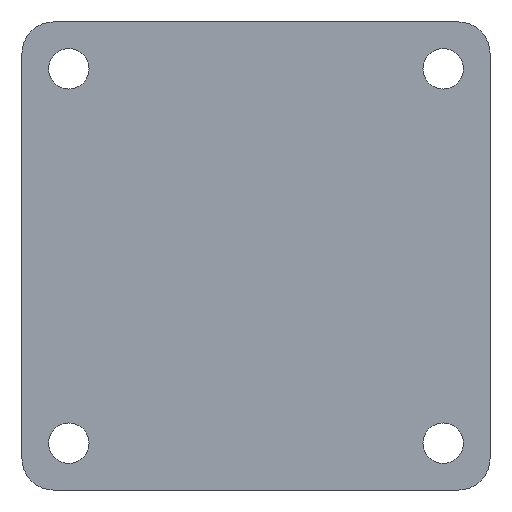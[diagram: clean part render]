
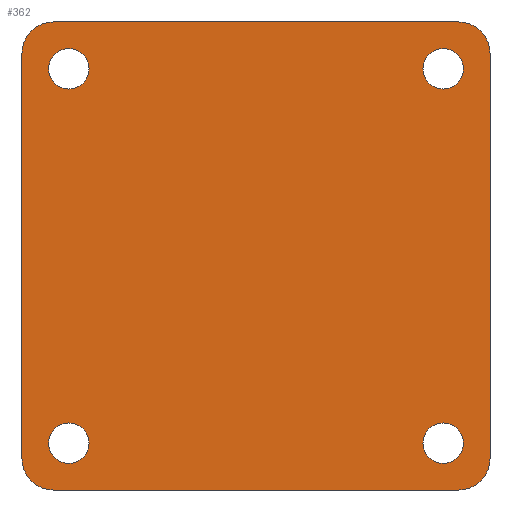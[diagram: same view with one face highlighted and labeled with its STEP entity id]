
A CAD part, front view. The second image highlights one B-rep face of the part: STEP entity #362.
In plain terms, the highlighted planar face has unit normal (0, -1, 0).
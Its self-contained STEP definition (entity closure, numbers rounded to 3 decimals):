
#362 = ADVANCED_FACE( '', ( #850, #851, #852, #853, #854 ), #855, .F. );
#850 = FACE_BOUND( '', #1533, .T. );
#851 = FACE_BOUND( '', #1534, .T. );
#852 = FACE_BOUND( '', #1535, .T. );
#853 = FACE_BOUND( '', #1536, .T. );
#854 = FACE_OUTER_BOUND( '', #1537, .T. );
#855 = PLANE( '', #1538 );
#1533 = EDGE_LOOP( '', ( #2372 ) );
#1534 = EDGE_LOOP( '', ( #2373 ) );
#1535 = EDGE_LOOP( '', ( #2374 ) );
#1536 = EDGE_LOOP( '', ( #2375 ) );
#1537 = EDGE_LOOP( '', ( #2376, #2377, #2378, #2379, #2380, #2381, #2382, #2383 ) );
#1538 = AXIS2_PLACEMENT_3D( '', #2384, #2385, #2386 );
#2372 = ORIENTED_EDGE( '', *, *, #4033, .T. );
#2373 = ORIENTED_EDGE( '', *, *, #4034, .T. );
#2374 = ORIENTED_EDGE( '', *, *, #4035, .T. );
#2375 = ORIENTED_EDGE( '', *, *, #4036, .T. );
#2376 = ORIENTED_EDGE( '', *, *, #4037, .F. );
#2377 = ORIENTED_EDGE( '', *, *, #4038, .F. );
#2378 = ORIENTED_EDGE( '', *, *, #3974, .F. );
#2379 = ORIENTED_EDGE( '', *, *, #4039, .F. );
#2380 = ORIENTED_EDGE( '', *, *, #4040, .F. );
#2381 = ORIENTED_EDGE( '', *, *, #4041, .F. );
#2382 = ORIENTED_EDGE( '', *, *, #4042, .F. );
#2383 = ORIENTED_EDGE( '', *, *, #4043, .F. );
#2384 = CARTESIAN_POINT( '', ( -32.5, -7.5, 32.5 ) );
#2385 = DIRECTION( '', ( 0., 1., 0. ) );
#2386 = DIRECTION( '', ( 0., 0., 1. ) );
#3974 = EDGE_CURVE( '', #4738, #4740, #4741, .T. );
#4033 = EDGE_CURVE( '', #4838, #4838, #4839, .T. );
#4034 = EDGE_CURVE( '', #4840, #4840, #4841, .T. );
#4035 = EDGE_CURVE( '', #4842, #4842, #4843, .T. );
#4036 = EDGE_CURVE( '', #4844, #4844, #4845, .T. );
#4037 = EDGE_CURVE( '', #4846, #4847, #4848, .T. );
#4038 = EDGE_CURVE( '', #4740, #4846, #4849, .T. );
#4039 = EDGE_CURVE( '', #4850, #4738, #4851, .T. );
#4040 = EDGE_CURVE( '', #4852, #4850, #4853, .T. );
#4041 = EDGE_CURVE( '', #4854, #4852, #4855, .T. );
#4042 = EDGE_CURVE( '', #4856, #4854, #4857, .T. );
#4043 = EDGE_CURVE( '', #4847, #4856, #4858, .T. );
#4738 = VERTEX_POINT( '', #5818 );
#4740 = VERTEX_POINT( '', #5821 );
#4741 = LINE( '', #5822, #5823 );
#4838 = VERTEX_POINT( '', #5959 );
#4839 = CIRCLE( '', #5960, 3.25 );
#4840 = VERTEX_POINT( '', #5961 );
#4841 = CIRCLE( '', #5962, 3.25 );
#4842 = VERTEX_POINT( '', #5963 );
#4843 = CIRCLE( '', #5964, 3.25 );
#4844 = VERTEX_POINT( '', #5965 );
#4845 = CIRCLE( '', #5966, 3.25 );
#4846 = VERTEX_POINT( '', #5967 );
#4847 = VERTEX_POINT( '', #5968 );
#4848 = LINE( '', #5969, #5970 );
#4849 = CIRCLE( '', #5971, 5. );
#4850 = VERTEX_POINT( '', #5972 );
#4851 = CIRCLE( '', #5973, 5. );
#4852 = VERTEX_POINT( '', #5974 );
#4853 = LINE( '', #5975, #5976 );
#4854 = VERTEX_POINT( '', #5977 );
#4855 = CIRCLE( '', #5978, 5. );
#4856 = VERTEX_POINT( '', #5979 );
#4857 = LINE( '', #5980, #5981 );
#4858 = CIRCLE( '', #5982, 5. );
#5818 = CARTESIAN_POINT( '', ( 32.5, -7.5, -37.5 ) );
#5821 = CARTESIAN_POINT( '', ( -32.5, -7.5, -37.5 ) );
#5822 = CARTESIAN_POINT( '', ( 32.5, -7.5, -37.5 ) );
#5823 = VECTOR( '', #7233, 1000. );
#5959 = CARTESIAN_POINT( '', ( -26.75, -7.5, 30. ) );
#5960 = AXIS2_PLACEMENT_3D( '', #7309, #7310, #7311 );
#5961 = CARTESIAN_POINT( '', ( -26.75, -7.5, -30. ) );
#5962 = AXIS2_PLACEMENT_3D( '', #7312, #7313, #7314 );
#5963 = CARTESIAN_POINT( '', ( 33.25, -7.5, 30. ) );
#5964 = AXIS2_PLACEMENT_3D( '', #7315, #7316, #7317 );
#5965 = CARTESIAN_POINT( '', ( 33.25, -7.5, -30. ) );
#5966 = AXIS2_PLACEMENT_3D( '', #7318, #7319, #7320 );
#5967 = CARTESIAN_POINT( '', ( -37.5, -7.5, -32.5 ) );
#5968 = CARTESIAN_POINT( '', ( -37.5, -7.5, 32.5 ) );
#5969 = CARTESIAN_POINT( '', ( -37.5, -7.5, -32.5 ) );
#5970 = VECTOR( '', #7321, 1000. );
#5971 = AXIS2_PLACEMENT_3D( '', #7322, #7323, #7324 );
#5972 = CARTESIAN_POINT( '', ( 37.5, -7.5, -32.5 ) );
#5973 = AXIS2_PLACEMENT_3D( '', #7325, #7326, #7327 );
#5974 = CARTESIAN_POINT( '', ( 37.5, -7.5, 32.5 ) );
#5975 = CARTESIAN_POINT( '', ( 37.5, -7.5, 32.5 ) );
#5976 = VECTOR( '', #7328, 1000. );
#5977 = CARTESIAN_POINT( '', ( 32.5, -7.5, 37.5 ) );
#5978 = AXIS2_PLACEMENT_3D( '', #7329, #7330, #7331 );
#5979 = CARTESIAN_POINT( '', ( -32.5, -7.5, 37.5 ) );
#5980 = CARTESIAN_POINT( '', ( -32.5, -7.5, 37.5 ) );
#5981 = VECTOR( '', #7332, 1000. );
#5982 = AXIS2_PLACEMENT_3D( '', #7333, #7334, #7335 );
#7233 = DIRECTION( '', ( -1., 0., 0. ) );
#7309 = CARTESIAN_POINT( '', ( -30., -7.5, 30. ) );
#7310 = DIRECTION( '', ( 0., 1., 0. ) );
#7311 = DIRECTION( '', ( 1., 0., 0. ) );
#7312 = CARTESIAN_POINT( '', ( -30., -7.5, -30. ) );
#7313 = DIRECTION( '', ( 0., 1., 0. ) );
#7314 = DIRECTION( '', ( 1., 0., 0. ) );
#7315 = CARTESIAN_POINT( '', ( 30., -7.5, 30. ) );
#7316 = DIRECTION( '', ( 0., 1., 0. ) );
#7317 = DIRECTION( '', ( 1., 0., 0. ) );
#7318 = CARTESIAN_POINT( '', ( 30., -7.5, -30. ) );
#7319 = DIRECTION( '', ( 0., 1., 0. ) );
#7320 = DIRECTION( '', ( 1., 0., 0. ) );
#7321 = DIRECTION( '', ( 0., 0., 1. ) );
#7322 = CARTESIAN_POINT( '', ( -32.5, -7.5, -32.5 ) );
#7323 = DIRECTION( '', ( 0., 1., 0. ) );
#7324 = DIRECTION( '', ( 1., 0., 0. ) );
#7325 = CARTESIAN_POINT( '', ( 32.5, -7.5, -32.5 ) );
#7326 = DIRECTION( '', ( 0., 1., 0. ) );
#7327 = DIRECTION( '', ( 1., 0., 0. ) );
#7328 = DIRECTION( '', ( 0., 0., -1. ) );
#7329 = CARTESIAN_POINT( '', ( 32.5, -7.5, 32.5 ) );
#7330 = DIRECTION( '', ( 0., 1., 0. ) );
#7331 = DIRECTION( '', ( 1., 0., 0. ) );
#7332 = DIRECTION( '', ( 1., 0., 0. ) );
#7333 = CARTESIAN_POINT( '', ( -32.5, -7.5, 32.5 ) );
#7334 = DIRECTION( '', ( 0., 1., 0. ) );
#7335 = DIRECTION( '', ( 1., 0., 0. ) );
